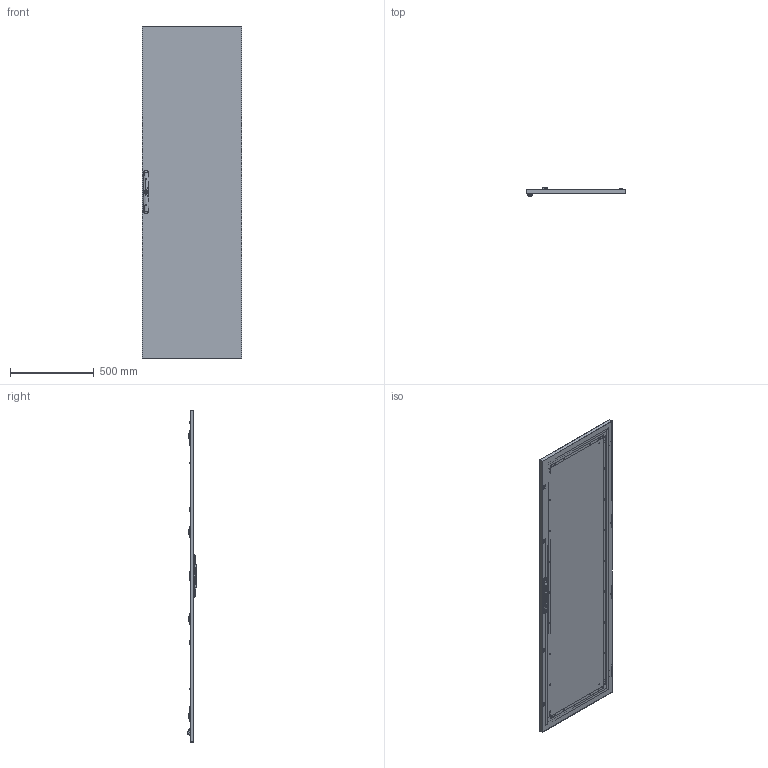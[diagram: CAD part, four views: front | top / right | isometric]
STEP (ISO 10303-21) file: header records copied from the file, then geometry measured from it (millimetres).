
FILE_DESCRIPTION (( 'STEP AP203' ), '1' );
FILE_NAME ('DBE206.step', '2021-06-30T17:16:40', ( 'ADC123' ), ( 'Microsoft' ), 'SwSTEP 2.0', 'SolidWorks 2021', '' );
FILE_SCHEMA (( 'CONFIG_CONTROL_DESIGN' ));
Length unit declared in the file: inch
Products named in the file (1): DBE206
Bounding box: 593 x 53.07 x 1984 mm (x, y, z)
Volume: 3762650.3 mm3; surface area: 3659062.6 mm2
Topology: 87 solids, 87 shells, 3289 faces, 8635 edges, 5623 vertices
Faces by surface type: plane 1589, cylinder 1169, cone 274, bspline 219, torus 38
Full cylindrical faces by diameter (mm): 0.25 x8, 3.4 x2, 3.5 x6, 4 x2, 4.25 x144, 4.3 x2, 4.4 x2, 4.9 x8, 4.917 x10, 4.984 x1, 5 x9, 5.2 x3, 5.5 x1, 6 x24, 6.2 x4, 7 x34, 7.2 x18, 8 x2, 9 x36, 10 x2, 10.2 x1, 12 x2, 12.8 x1, 13.5 x2, 14 x1, 15 x1, 15.2 x1, 15.9 x1
Entity records: 122105 total; most frequent: CARTESIAN_POINT 44052, ORIENTED_EDGE 16208, DIRECTION 15189, EDGE_CURVE 8104, VERTEX_POINT 5534, AXIS2_PLACEMENT_3D 5443, EDGE_LOOP 4336, VECTOR 4303
